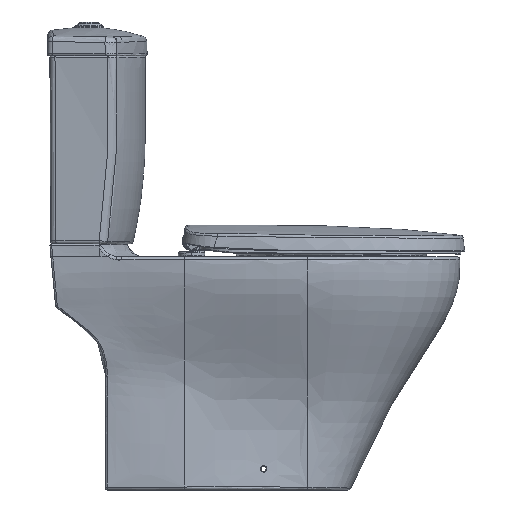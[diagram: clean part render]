
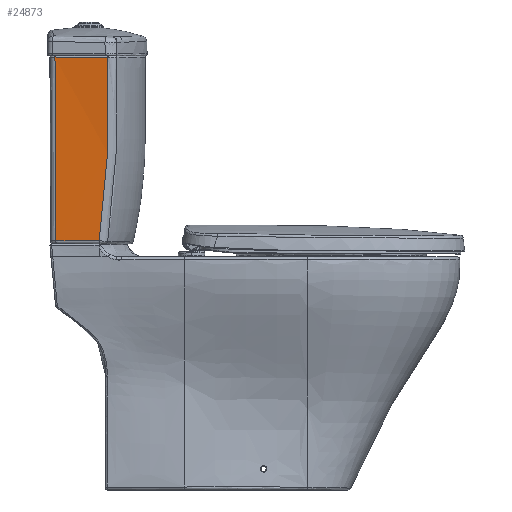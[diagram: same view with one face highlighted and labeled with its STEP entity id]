
A CAD part, left-side view. The second image highlights one B-rep face of the part: STEP entity #24873.
In plain terms, the highlighted free-form (B-spline) face has degree [3, 3] with [4, 7] control points.
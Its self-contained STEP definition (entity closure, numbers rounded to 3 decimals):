
#94=B_SPLINE_SURFACE_WITH_KNOTS('',3,3,((#195255,#195256,#195257,#195258,
#195259,#195260,#195261),(#195262,#195263,#195264,#195265,#195266,#195267,
#195268),(#195269,#195270,#195271,#195272,#195273,#195274,#195275),(#195276,
#195277,#195278,#195279,#195280,#195281,#195282)),.UNSPECIFIED.,.F.,.F.,
 .F.,(4,4),(4,3,4),(0.,1.),(0.,0.01,1.),.UNSPECIFIED.);
#8575=B_SPLINE_CURVE_WITH_KNOTS('',3,(#193950,#193951,#193952,#193953,#193954,
#193955,#193956,#193957,#193958,#193959),.UNSPECIFIED.,.F.,.F.,(4,3,3,4),
(0.,0.135,0.676,1.),.UNSPECIFIED.);
#8596=B_SPLINE_CURVE_WITH_KNOTS('',3,(#194400,#194401,#194402,#194403,#194404,
#194405,#194406,#194407),.UNSPECIFIED.,.F.,.F.,(4,2,2,4),(0.,0.25,0.5,1.),
 .UNSPECIFIED.);
#8597=B_SPLINE_CURVE_WITH_KNOTS('',3,(#194450,#194451,#194452,#194453,#194454,
#194455,#194456,#194457,#194458,#194459,#194460,#194461,#194462),
 .UNSPECIFIED.,.F.,.F.,(4,3,3,3,4),(0.,0.131,0.495,
0.86,1.),.UNSPECIFIED.);
#8602=B_SPLINE_CURVE_WITH_KNOTS('',3,(#195239,#195240,#195241,#195242,#195243,
#195244,#195245,#195246,#195247,#195248,#195249,#195250,#195251,#195252,
#195253,#195254),.UNSPECIFIED.,.F.,.F.,(4,3,3,3,3,4),(0.,0.066,
0.328,0.664,0.688,1.),.UNSPECIFIED.);
#12861=FACE_OUTER_BOUND('',#30638,.T.);
#24873=ADVANCED_FACE('',(#12861),#94,.F.);
#30638=EDGE_LOOP('',(#48308,#48309,#48310,#48311));
#48308=ORIENTED_EDGE('',*,*,#65832,.F.);
#48309=ORIENTED_EDGE('',*,*,#65839,.T.);
#48310=ORIENTED_EDGE('',*,*,#65833,.F.);
#48311=ORIENTED_EDGE('',*,*,#65780,.F.);
#56480=VERTEX_POINT('',#193909);
#56482=VERTEX_POINT('',#193942);
#56514=VERTEX_POINT('',#194399);
#56515=VERTEX_POINT('',#194463);
#65780=EDGE_CURVE('',#56480,#56482,#8575,.T.);
#65832=EDGE_CURVE('',#56514,#56480,#8596,.T.);
#65833=EDGE_CURVE('',#56482,#56515,#8597,.T.);
#65839=EDGE_CURVE('',#56514,#56515,#8602,.T.);
#193909=CARTESIAN_POINT('',(-179.988,-17.33,234.663));
#193942=CARTESIAN_POINT('',(-174.736,56.469,234.757));
#193950=CARTESIAN_POINT('',(-179.988,-17.33,234.663));
#193951=CARTESIAN_POINT('',(-179.751,-14.006,234.667));
#193952=CARTESIAN_POINT('',(-179.515,-10.681,234.671));
#193953=CARTESIAN_POINT('',(-179.278,-7.356,234.675));
#193954=CARTESIAN_POINT('',(-178.332,5.944,234.692));
#193955=CARTESIAN_POINT('',(-177.386,19.244,234.709));
#193956=CARTESIAN_POINT('',(-176.439,32.543,234.726));
#193957=CARTESIAN_POINT('',(-175.871,40.519,234.736));
#193958=CARTESIAN_POINT('',(-175.304,48.494,234.747));
#193959=CARTESIAN_POINT('',(-174.736,56.469,234.757));
#194399=CARTESIAN_POINT('',(-190.853,-32.335,547.715));
#194400=CARTESIAN_POINT('',(-190.853,-32.335,547.715));
#194401=CARTESIAN_POINT('',(-190.112,-33.377,521.57));
#194402=CARTESIAN_POINT('',(-189.325,-33.842,495.402));
#194403=CARTESIAN_POINT('',(-187.675,-33.705,443.095));
#194404=CARTESIAN_POINT('',(-186.816,-33.134,416.949));
#194405=CARTESIAN_POINT('',(-184.109,-29.666,338.541));
#194406=CARTESIAN_POINT('',(-182.111,-24.783,286.438));
#194407=CARTESIAN_POINT('',(-179.988,-17.33,234.663));
#194450=CARTESIAN_POINT('',(-174.736,56.469,234.757));
#194451=CARTESIAN_POINT('',(-174.893,56.546,248.428));
#194452=CARTESIAN_POINT('',(-175.048,56.622,262.1));
#194453=CARTESIAN_POINT('',(-175.201,56.695,275.772));
#194454=CARTESIAN_POINT('',(-175.627,56.901,313.787));
#194455=CARTESIAN_POINT('',(-176.044,57.097,351.803));
#194456=CARTESIAN_POINT('',(-176.459,57.293,389.818));
#194457=CARTESIAN_POINT('',(-176.874,57.489,427.833));
#194458=CARTESIAN_POINT('',(-177.287,57.684,465.847));
#194459=CARTESIAN_POINT('',(-177.704,57.886,503.861));
#194460=CARTESIAN_POINT('',(-177.864,57.964,518.501));
#194461=CARTESIAN_POINT('',(-178.025,58.043,533.141));
#194462=CARTESIAN_POINT('',(-178.187,58.124,547.781));
#194463=CARTESIAN_POINT('',(-178.187,58.124,547.781));
#195239=CARTESIAN_POINT('',(-190.853,-32.335,547.715));
#195240=CARTESIAN_POINT('',(-190.576,-30.354,547.717));
#195241=CARTESIAN_POINT('',(-190.299,-28.373,547.718));
#195242=CARTESIAN_POINT('',(-190.021,-26.393,547.719));
#195243=CARTESIAN_POINT('',(-188.912,-18.47,547.725));
#195244=CARTESIAN_POINT('',(-187.803,-10.547,547.731));
#195245=CARTESIAN_POINT('',(-186.693,-2.625,547.737));
#195246=CARTESIAN_POINT('',(-185.276,7.5,547.744));
#195247=CARTESIAN_POINT('',(-183.858,17.625,547.751));
#195248=CARTESIAN_POINT('',(-182.441,27.75,547.759));
#195249=CARTESIAN_POINT('',(-182.338,28.48,547.759));
#195250=CARTESIAN_POINT('',(-182.236,29.21,547.76));
#195251=CARTESIAN_POINT('',(-182.134,29.94,547.76));
#195252=CARTESIAN_POINT('',(-180.818,39.335,547.767));
#195253=CARTESIAN_POINT('',(-179.503,48.729,547.774));
#195254=CARTESIAN_POINT('',(-178.187,58.124,547.781));
#195255=CARTESIAN_POINT('',(-177.03,66.753,553.016));
#195256=CARTESIAN_POINT('',(-177.02,66.75,551.949));
#195257=CARTESIAN_POINT('',(-177.01,66.747,550.883));
#195258=CARTESIAN_POINT('',(-177.,66.743,549.816));
#195259=CARTESIAN_POINT('',(-176.01,66.41,443.149));
#195260=CARTESIAN_POINT('',(-175.019,66.077,336.483));
#195261=CARTESIAN_POINT('',(-174.029,65.743,229.816));
#195262=CARTESIAN_POINT('',(-182.156,30.484,553.018));
#195263=CARTESIAN_POINT('',(-182.138,30.467,551.951));
#195264=CARTESIAN_POINT('',(-182.121,30.45,550.883));
#195265=CARTESIAN_POINT('',(-182.103,30.433,549.816));
#195266=CARTESIAN_POINT('',(-180.351,28.742,443.083));
#195267=CARTESIAN_POINT('',(-178.371,30.242,336.226));
#195268=CARTESIAN_POINT('',(-176.185,34.907,229.816));
#195269=CARTESIAN_POINT('',(-187.281,-5.785,553.02));
#195270=CARTESIAN_POINT('',(-187.256,-5.815,551.952));
#195271=CARTESIAN_POINT('',(-187.231,-5.846,550.884));
#195272=CARTESIAN_POINT('',(-187.206,-5.876,549.816));
#195273=CARTESIAN_POINT('',(-184.692,-8.926,443.017));
#195274=CARTESIAN_POINT('',(-181.723,-5.592,335.97));
#195275=CARTESIAN_POINT('',(-178.341,4.072,229.816));
#195276=CARTESIAN_POINT('',(-192.407,-42.054,553.022));
#195277=CARTESIAN_POINT('',(-192.375,-42.098,551.953));
#195278=CARTESIAN_POINT('',(-192.342,-42.142,550.885));
#195279=CARTESIAN_POINT('',(-192.309,-42.186,549.816));
#195280=CARTESIAN_POINT('',(-189.033,-46.594,442.951));
#195281=CARTESIAN_POINT('',(-185.075,-41.426,335.714));
#195282=CARTESIAN_POINT('',(-180.498,-26.764,229.816));
